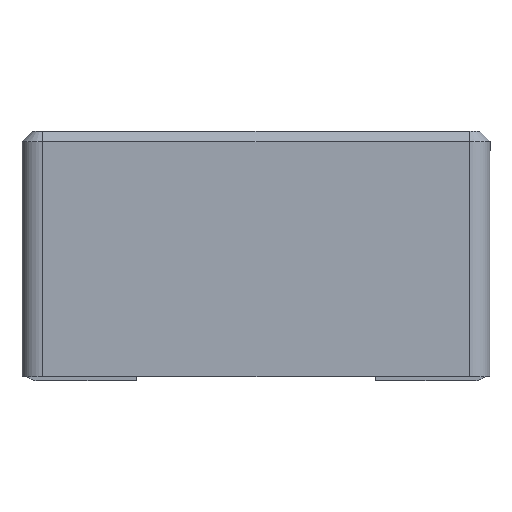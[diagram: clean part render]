
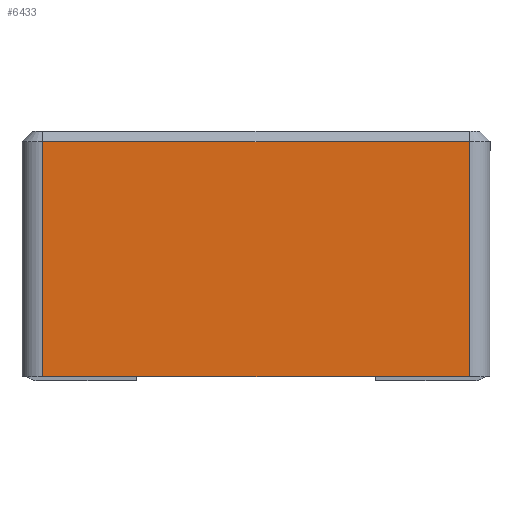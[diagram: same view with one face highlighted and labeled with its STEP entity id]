
A CAD part, front view. The second image highlights one B-rep face of the part: STEP entity #6433.
In plain terms, the highlighted face is planar.
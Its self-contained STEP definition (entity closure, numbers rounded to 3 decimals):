
#302=ORIENTED_EDGE('',*,*,#1662,.T.);
#303=ORIENTED_EDGE('',*,*,#1663,.F.);
#304=ORIENTED_EDGE('',*,*,#1664,.T.);
#305=ORIENTED_EDGE('',*,*,#1665,.T.);
#1662=EDGE_CURVE('',#2339,#2340,#2779,.T.);
#1663=EDGE_CURVE('',#2341,#2340,#2780,.T.);
#1664=EDGE_CURVE('',#2341,#2342,#2781,.T.);
#1665=EDGE_CURVE('',#2342,#2339,#2782,.T.);
#2339=VERTEX_POINT('',#8435);
#2340=VERTEX_POINT('',#8436);
#2341=VERTEX_POINT('',#8438);
#2342=VERTEX_POINT('',#8440);
#2779=LINE('',#8434,#3332);
#2780=LINE('',#8437,#3333);
#2781=LINE('',#8439,#3334);
#2782=LINE('',#8441,#3335);
#3332=VECTOR('',#7156,1000.);
#3333=VECTOR('',#7157,1000.);
#3334=VECTOR('',#7158,1000.);
#3335=VECTOR('',#7159,1000.);
#3850=EDGE_LOOP('',(#302,#303,#304,#305));
#4141=FACE_BOUND('',#3850,.T.);
#4428=PLANE('',#6722);
#6433=ADVANCED_FACE('',(#4141),#4428,.F.);
#6722=AXIS2_PLACEMENT_3D('',#8433,#7154,#7155);
#7154=DIRECTION('',(1.,0.,0.));
#7155=DIRECTION('',(0.,0.,-1.));
#7156=DIRECTION('',(0.,-1.,0.));
#7157=DIRECTION('',(0.,0.,-1.));
#7158=DIRECTION('',(0.,1.,0.));
#7159=DIRECTION('',(0.,0.,-1.));
#8433=CARTESIAN_POINT('',(-11.,11.25,1.9));
#8434=CARTESIAN_POINT('',(-11.,11.25,0.));
#8435=CARTESIAN_POINT('',(-11.,10.25,0.));
#8436=CARTESIAN_POINT('',(-11.,-10.25,0.));
#8437=CARTESIAN_POINT('',(-11.,-10.25,1.9));
#8438=CARTESIAN_POINT('',(-11.,-10.25,11.3));
#8439=CARTESIAN_POINT('',(-11.,11.25,11.3));
#8440=CARTESIAN_POINT('',(-11.,10.25,11.3));
#8441=CARTESIAN_POINT('',(-11.,10.25,1.9));
